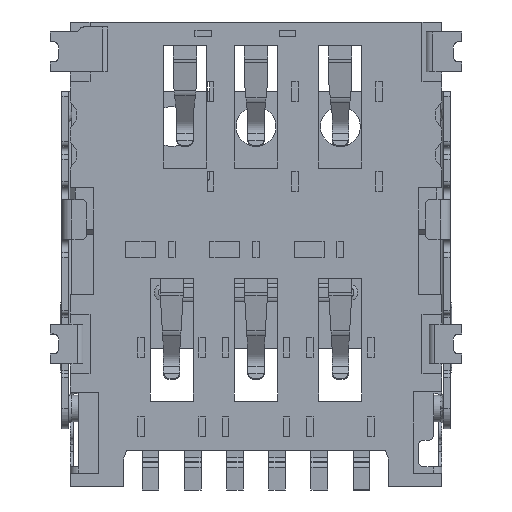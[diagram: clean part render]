
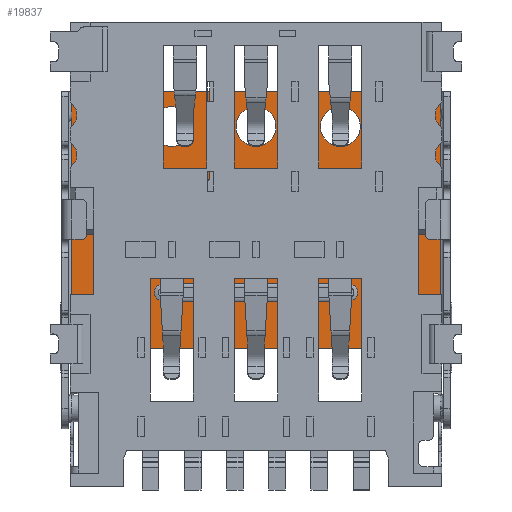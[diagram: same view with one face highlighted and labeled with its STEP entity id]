
A CAD part, front view. The second image highlights one B-rep face of the part: STEP entity #19837.
In plain terms, the highlighted planar face has unit normal (0, -1, 0).
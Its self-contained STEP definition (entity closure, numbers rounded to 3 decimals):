
#343=LINE('',#33557,#2670);
#358=LINE('',#33642,#2685);
#443=LINE('',#34523,#2770);
#456=LINE('',#34698,#2783);
#465=LINE('',#34723,#2792);
#631=LINE('',#36440,#2958);
#644=LINE('',#36547,#2971);
#683=LINE('',#37099,#3010);
#694=LINE('',#37305,#3021);
#695=LINE('',#37309,#3022);
#696=LINE('',#37310,#3023);
#697=LINE('',#37315,#3024);
#2670=VECTOR('',#28203,1000.);
#2685=VECTOR('',#28252,1000.);
#2770=VECTOR('',#28461,1000.);
#2783=VECTOR('',#28490,1000.);
#2792=VECTOR('',#28511,1000.);
#2958=VECTOR('',#28917,1000.);
#2971=VECTOR('',#28956,1000.);
#3010=VECTOR('',#29063,1000.);
#3021=VECTOR('',#29096,1000.);
#3022=VECTOR('',#29099,1000.);
#3023=VECTOR('',#29100,1000.);
#3024=VECTOR('',#29105,1000.);
#5048=PLANE('',#26918);
#6714=ORIENTED_EDGE('',*,*,#12295,.T.);
#6715=ORIENTED_EDGE('',*,*,#12296,.T.);
#6716=ORIENTED_EDGE('',*,*,#12297,.T.);
#6717=ORIENTED_EDGE('',*,*,#12190,.T.);
#6718=ORIENTED_EDGE('',*,*,#12298,.F.);
#6719=ORIENTED_EDGE('',*,*,#12109,.T.);
#6720=ORIENTED_EDGE('',*,*,#11734,.F.);
#6721=ORIENTED_EDGE('',*,*,#12299,.F.);
#6722=ORIENTED_EDGE('',*,*,#12300,.F.);
#6723=ORIENTED_EDGE('',*,*,#11658,.F.);
#6724=ORIENTED_EDGE('',*,*,#12180,.F.);
#6725=ORIENTED_EDGE('',*,*,#12301,.F.);
#6726=ORIENTED_EDGE('',*,*,#12302,.F.);
#6727=ORIENTED_EDGE('',*,*,#11899,.F.);
#6728=ORIENTED_EDGE('',*,*,#11962,.F.);
#6729=ORIENTED_EDGE('',*,*,#12188,.F.);
#6730=ORIENTED_EDGE('',*,*,#12072,.F.);
#6731=ORIENTED_EDGE('',*,*,#11705,.F.);
#6732=ORIENTED_EDGE('',*,*,#12214,.T.);
#6733=ORIENTED_EDGE('',*,*,#11876,.F.);
#6734=ORIENTED_EDGE('',*,*,#12279,.T.);
#6735=ORIENTED_EDGE('',*,*,#11911,.F.);
#6736=ORIENTED_EDGE('',*,*,#11681,.F.);
#11658=EDGE_CURVE('',#14606,#14606,#16533,.T.);
#11681=EDGE_CURVE('',#14628,#14629,#16538,.T.);
#11705=EDGE_CURVE('',#14650,#14652,#343,.T.);
#11734=EDGE_CURVE('',#14680,#14677,#358,.T.);
#11876=EDGE_CURVE('',#14801,#14802,#443,.T.);
#11899=EDGE_CURVE('',#14824,#14825,#456,.T.);
#11911=EDGE_CURVE('',#14629,#14834,#465,.T.);
#11962=EDGE_CURVE('',#14867,#14824,#16615,.T.);
#12072=EDGE_CURVE('',#14652,#14950,#16641,.T.);
#12109=EDGE_CURVE('',#14977,#14677,#16654,.T.);
#12180=EDGE_CURVE('',#15020,#15020,#16661,.T.);
#12188=EDGE_CURVE('',#14950,#14867,#631,.T.);
#12190=EDGE_CURVE('',#15028,#15026,#16667,.T.);
#12214=EDGE_CURVE('',#14650,#14802,#644,.T.);
#12279=EDGE_CURVE('',#14801,#14834,#683,.T.);
#12295=EDGE_CURVE('',#15026,#15076,#694,.T.);
#12296=EDGE_CURVE('',#15076,#15077,#16692,.T.);
#12297=EDGE_CURVE('',#15077,#15028,#695,.T.);
#12298=EDGE_CURVE('',#14977,#15078,#696,.T.);
#12299=EDGE_CURVE('',#15078,#14680,#16693,.T.);
#12300=EDGE_CURVE('',#15079,#15079,#16694,.T.);
#12301=EDGE_CURVE('',#15080,#14628,#697,.T.);
#12302=EDGE_CURVE('',#14825,#15080,#16695,.T.);
#14606=VERTEX_POINT('',#33441);
#14628=VERTEX_POINT('',#33503);
#14629=VERTEX_POINT('',#33505);
#14650=VERTEX_POINT('',#33555);
#14652=VERTEX_POINT('',#33558);
#14677=VERTEX_POINT('',#33636);
#14680=VERTEX_POINT('',#33641);
#14801=VERTEX_POINT('',#34522);
#14802=VERTEX_POINT('',#34524);
#14824=VERTEX_POINT('',#34699);
#14825=VERTEX_POINT('',#34700);
#14834=VERTEX_POINT('',#34724);
#14867=VERTEX_POINT('',#34930);
#14950=VERTEX_POINT('',#35572);
#14977=VERTEX_POINT('',#35918);
#15020=VERTEX_POINT('',#36423);
#15026=VERTEX_POINT('',#36458);
#15028=VERTEX_POINT('',#36461);
#15076=VERTEX_POINT('',#37306);
#15077=VERTEX_POINT('',#37308);
#15078=VERTEX_POINT('',#37311);
#15079=VERTEX_POINT('',#37314);
#15080=VERTEX_POINT('',#37316);
#16533=CIRCLE('',#26625,0.6);
#16538=CIRCLE('',#26636,0.5);
#16615=CIRCLE('',#26771,0.5);
#16641=CIRCLE('',#26820,0.5);
#16654=CIRCLE('',#26840,0.85);
#16661=CIRCLE('',#26852,0.6);
#16667=CIRCLE('',#26862,0.259);
#16692=CIRCLE('',#26919,0.259);
#16693=CIRCLE('',#26920,0.85);
#16694=CIRCLE('',#26921,0.6);
#16695=CIRCLE('',#26922,0.5);
#17181=EDGE_LOOP('',(#6714,#6715,#6716,#6717));
#17182=EDGE_LOOP('',(#6718,#6719,#6720,#6721));
#17183=EDGE_LOOP('',(#6722));
#17184=EDGE_LOOP('',(#6723));
#17185=EDGE_LOOP('',(#6724));
#17186=EDGE_LOOP('',(#6725,#6726,#6727,#6728,#6729,#6730,#6731,#6732,#6733,
#6734,#6735,#6736));
#18414=FACE_BOUND('',#17181,.T.);
#18415=FACE_BOUND('',#17182,.T.);
#18416=FACE_BOUND('',#17183,.T.);
#18417=FACE_BOUND('',#17184,.T.);
#18418=FACE_BOUND('',#17185,.T.);
#18419=FACE_BOUND('',#17186,.T.);
#19837=ADVANCED_FACE('',(#18414,#18415,#18416,#18417,#18418,#18419),#5048,
 .F.);
#26625=AXIS2_PLACEMENT_3D('',#33440,#28123,#28124);
#26636=AXIS2_PLACEMENT_3D('',#33504,#28161,#28162);
#26771=AXIS2_PLACEMENT_3D('',#34931,#28603,#28604);
#26820=AXIS2_PLACEMENT_3D('',#35571,#28773,#28774);
#26840=AXIS2_PLACEMENT_3D('',#35917,#28827,#28828);
#26852=AXIS2_PLACEMENT_3D('',#36422,#28896,#28897);
#26862=AXIS2_PLACEMENT_3D('',#36460,#28920,#28921);
#26918=AXIS2_PLACEMENT_3D('',#37304,#29094,#29095);
#26919=AXIS2_PLACEMENT_3D('',#37307,#29097,#29098);
#26920=AXIS2_PLACEMENT_3D('',#37312,#29101,#29102);
#26921=AXIS2_PLACEMENT_3D('',#37313,#29103,#29104);
#26922=AXIS2_PLACEMENT_3D('',#37317,#29106,#29107);
#28123=DIRECTION('',(0.,-1.,0.));
#28124=DIRECTION('',(-1.,0.,0.));
#28161=DIRECTION('',(0.,-1.,0.));
#28162=DIRECTION('',(0.,0.,-1.));
#28203=DIRECTION('',(-1.,0.,0.));
#28252=DIRECTION('',(-1.,0.,0.));
#28461=DIRECTION('',(1.,0.,0.));
#28490=DIRECTION('',(-1.,0.,0.));
#28511=DIRECTION('',(-1.,0.,0.));
#28603=DIRECTION('',(0.,1.,0.));
#28604=DIRECTION('',(0.,0.,1.));
#28773=DIRECTION('',(0.,-1.,0.));
#28774=DIRECTION('',(0.,0.,-1.));
#28827=DIRECTION('',(0.,1.,0.));
#28828=DIRECTION('',(0.,0.,1.));
#28896=DIRECTION('',(0.,-1.,0.));
#28897=DIRECTION('',(-1.,0.,0.));
#28917=DIRECTION('',(-0.8,0.,-0.6));
#28920=DIRECTION('',(0.,1.,0.));
#28921=DIRECTION('',(0.,0.,-1.));
#28956=DIRECTION('',(0.,0.,1.));
#29063=DIRECTION('',(0.,0.,-1.));
#29094=DIRECTION('',(0.,1.,0.));
#29095=DIRECTION('',(1.,0.,0.));
#29096=DIRECTION('',(1.,0.,0.));
#29097=DIRECTION('',(0.,1.,0.));
#29098=DIRECTION('',(0.,0.,-1.));
#29099=DIRECTION('',(-1.,0.,0.));
#29100=DIRECTION('',(1.,0.,0.));
#29101=DIRECTION('',(0.,-1.,0.));
#29102=DIRECTION('',(0.,0.,1.));
#29103=DIRECTION('',(0.,-1.,0.));
#29104=DIRECTION('',(-1.,0.,0.));
#29105=DIRECTION('',(-0.8,0.,0.6));
#29106=DIRECTION('',(0.,1.,0.));
#29107=DIRECTION('',(0.,0.,1.));
#33440=CARTESIAN_POINT('',(0.,1.25,-3.15));
#33441=CARTESIAN_POINT('',(-0.6,1.25,-3.15));
#33503=CARTESIAN_POINT('',(-3.917,1.25,-9.35));
#33504=CARTESIAN_POINT('',(-4.217,1.25,-9.75));
#33505=CARTESIAN_POINT('',(-4.217,1.25,-9.25));
#33555=CARTESIAN_POINT('',(5.55,1.25,-9.25));
#33557=CARTESIAN_POINT('',(-5.883,1.25,-9.25));
#33558=CARTESIAN_POINT('',(4.217,1.25,-9.25));
#33636=CARTESIAN_POINT('',(-2.5,1.25,-4.9));
#33641=CARTESIAN_POINT('',(2.5,1.25,-4.9));
#33642=CARTESIAN_POINT('',(0.,1.25,-4.9));
#34522=CARTESIAN_POINT('',(-5.55,1.25,-2.1));
#34523=CARTESIAN_POINT('',(0.,1.25,-2.1));
#34524=CARTESIAN_POINT('',(5.55,1.25,-2.1));
#34698=CARTESIAN_POINT('',(0.,1.25,-9.85));
#34699=CARTESIAN_POINT('',(3.083,1.25,-9.85));
#34700=CARTESIAN_POINT('',(-3.083,1.25,-9.85));
#34723=CARTESIAN_POINT('',(-5.033,1.25,-9.25));
#34724=CARTESIAN_POINT('',(-5.55,1.25,-9.25));
#34930=CARTESIAN_POINT('',(3.383,1.25,-9.75));
#34931=CARTESIAN_POINT('',(3.083,1.25,-9.35));
#35571=CARTESIAN_POINT('',(4.217,1.25,-9.75));
#35572=CARTESIAN_POINT('',(3.917,1.25,-9.35));
#35917=CARTESIAN_POINT('',(-2.5,1.25,-5.75));
#35918=CARTESIAN_POINT('',(-2.5,1.25,-6.6));
#36422=CARTESIAN_POINT('',(-2.54,1.25,-3.15));
#36423=CARTESIAN_POINT('',(-3.14,1.25,-3.15));
#36440=CARTESIAN_POINT('',(3.65,1.25,-9.55));
#36458=CARTESIAN_POINT('',(-2.8,1.25,-7.891));
#36460=CARTESIAN_POINT('',(-2.8,1.25,-8.15));
#36461=CARTESIAN_POINT('',(-2.8,1.25,-8.409));
#36547=CARTESIAN_POINT('',(5.55,1.25,-5.975));
#37099=CARTESIAN_POINT('',(-5.55,1.25,-5.975));
#37304=CARTESIAN_POINT('',(5.772,1.25,-10.005));
#37305=CARTESIAN_POINT('',(0.,1.25,-7.891));
#37306=CARTESIAN_POINT('',(2.8,1.25,-7.891));
#37307=CARTESIAN_POINT('',(2.8,1.25,-8.15));
#37308=CARTESIAN_POINT('',(2.8,1.25,-8.409));
#37309=CARTESIAN_POINT('',(0.,1.25,-8.409));
#37310=CARTESIAN_POINT('',(-4.75,1.25,-6.6));
#37311=CARTESIAN_POINT('',(2.5,1.25,-6.6));
#37312=CARTESIAN_POINT('',(2.5,1.25,-5.75));
#37313=CARTESIAN_POINT('',(2.54,1.25,-3.15));
#37314=CARTESIAN_POINT('',(1.94,1.25,-3.15));
#37315=CARTESIAN_POINT('',(-3.65,1.25,-9.55));
#37316=CARTESIAN_POINT('',(-3.383,1.25,-9.75));
#37317=CARTESIAN_POINT('',(-3.083,1.25,-9.35));
